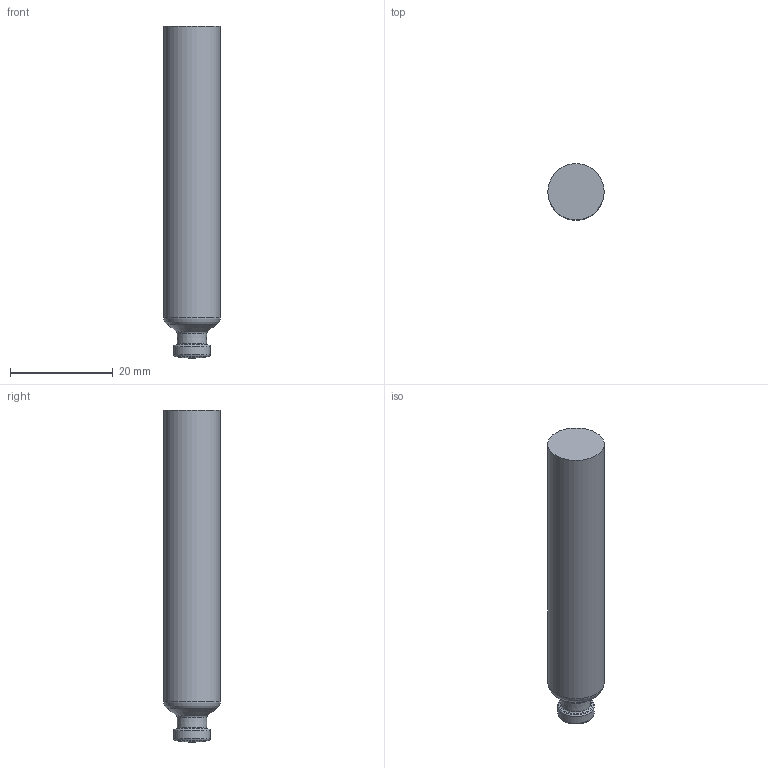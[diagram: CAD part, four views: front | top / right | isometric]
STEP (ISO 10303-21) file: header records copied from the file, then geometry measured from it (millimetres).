
FILE_DESCRIPTION(/* description */ (''),/* implementation_level */ '2;1');
FILE_NAME(/* name */ 'Penfill 3mL.step',/* time_stamp */ '2023-01-17T10:51:34+01:00',/* author */ (''),/* organization */ (''),/* preprocessor_version */ 'ST-DEVELOPER v19.2',/* originating_system */ 'Autodesk Translation Framework v11.17.0.187',/* authorisation */ '');
FILE_SCHEMA (('AUTOMOTIVE_DESIGN { 1 0 10303 214 3 1 1 }'));
Length unit declared in the file: millimetre
Products named in the file (1): Penfill 3mL negative
Bounding box: 10.95 x 10.95 x 64.55 mm (x, y, z)
Volume: 5682.1 mm3; surface area: 2300.7 mm2
Topology: 1 solids, 1 shells, 17 faces, 42 edges, 28 vertices
Faces by surface type: torus 6, cylinder 4, cone 4, plane 3
Full cylindrical faces by diameter (mm): 1.55 x1, 3.55 x1, 7.15 x1, 10.95 x1
Entity records: 563 total; most frequent: DIRECTION 112, CARTESIAN_POINT 88, ORIENTED_EDGE 84, AXIS2_PLACEMENT_3D 52, EDGE_CURVE 42, CIRCLE 34, VERTEX_POINT 28, EDGE_LOOP 18
